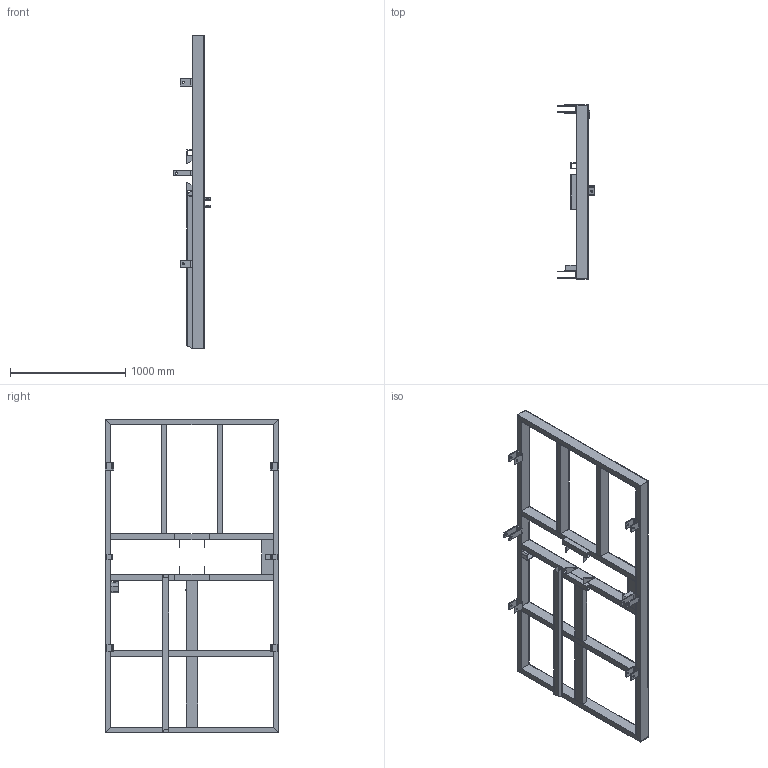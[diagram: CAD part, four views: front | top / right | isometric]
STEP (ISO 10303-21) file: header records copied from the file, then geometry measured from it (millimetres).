
FILE_DESCRIPTION (( 'STEP AP203' ), '1' );
FILE_NAME ('FRAME TIPPER 10X5.STEP', '2024-07-18T11:18:00', ( '' ), ( '' ), 'SwSTEP 2.0', 'SolidWorks 2021', '' );
FILE_SCHEMA (( 'CONFIG_CONTROL_DESIGN' ));
Length unit declared in the file: millimetre
Products named in the file (14): ELECTRICAL PIPE; FRAME PIPE 2; FRAME TIPPER 10X5; FRAME PIPE 3; AXLE SUPPORT; Centre Hanger; FRAME PIPE 1; FRAME PIPE 5; HANGAR SUPPORT PIPE; FRAME PIPE 6; HANGAR SUPPORT; AXLE SUPPORT SHEET; Front Hanger
Assembly tree (29 placements, depth 3):
  FRAME TIPPER 10X5
    FRAME PIPE 1  x2
    FRAME PIPE 2  x2
    FRAME PIPE 3  x3
    FRAME PIPE 5  x2
    FRAME PIPE 6  x2
    AXLE SUPPORT
      AXLE SUPPORT  x2
      AXLE SUPPORT SHEET  x4
    Centre Hanger  x2
    HANGAR SUPPORT
    HANGAR SUPPORT PIPE
    Front Hanger  x6
    ELECTRICAL PIPE
Bounding box: 320 x 1505 x 2720 mm (x, y, z)
Volume: 16065956.2 mm3; surface area: 10309741.3 mm2
Topology: 28 solids, 28 shells, 324 faces, 804 edges, 536 vertices
Faces by surface type: plane 260, cylinder 64
Entity records: 5879 total; most frequent: CARTESIAN_POINT 699, DIRECTION 681, ORIENTED_EDGE 642, EDGE_CURVE 321, VECTOR 289, LINE 289, VERTEX_POINT 214, AXIS2_PLACEMENT_3D 196
